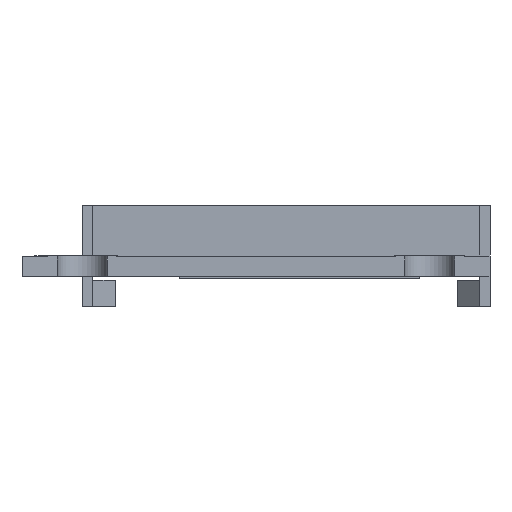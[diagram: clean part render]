
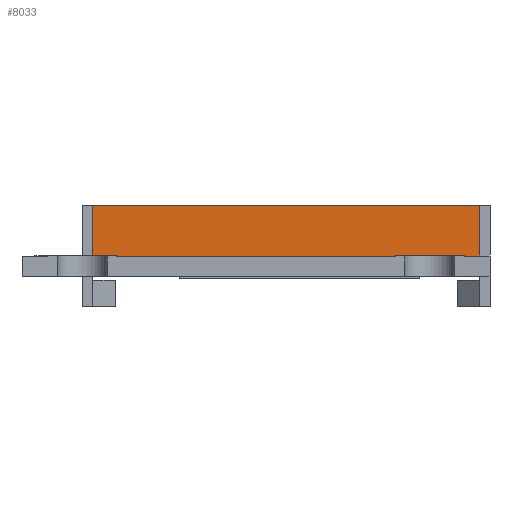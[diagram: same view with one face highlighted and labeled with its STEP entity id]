
A CAD part, left-side view. The second image highlights one B-rep face of the part: STEP entity #8033.
In plain terms, the highlighted planar face has unit normal (-1, 0, 0).
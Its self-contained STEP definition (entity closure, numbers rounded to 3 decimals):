
#255 = EDGE_CURVE ( 'NONE', #1170, #9992, #18453, .T. ) ;
#267 = EDGE_CURVE ( 'NONE', #335, #8696, #6284, .T. ) ;
#281 = DIRECTION ( 'NONE',  ( 0., -1., 0. ) ) ;
#335 = VERTEX_POINT ( 'NONE', #13540 ) ;
#662 = CARTESIAN_POINT ( 'NONE',  ( -43.5, -6.781, 1. ) ) ;
#1170 = VERTEX_POINT ( 'NONE', #19362 ) ;
#1545 = LINE ( 'NONE', #5065, #17498 ) ;
#1908 = DIRECTION ( 'NONE',  ( 0., -1., 0. ) ) ;
#1997 = VECTOR ( 'NONE', #1908, 1000. ) ;
#5065 = CARTESIAN_POINT ( 'NONE',  ( -43.5, 7.625, 3.5 ) ) ;
#5180 = DIRECTION ( 'NONE',  ( 0., -1., 0. ) ) ;
#5988 = ORIENTED_EDGE ( 'NONE', *, *, #8858, .F. ) ;
#6284 = LINE ( 'NONE', #9867, #13750 ) ;
#6608 = DIRECTION ( 'NONE',  ( 1., 0., 0. ) ) ;
#6695 = DIRECTION ( 'NONE',  ( 0., 0., -1. ) ) ;
#7394 = ORIENTED_EDGE ( 'NONE', *, *, #267, .T. ) ;
#7552 = CARTESIAN_POINT ( 'NONE',  ( -43.5, -11.655, 3.5 ) ) ;
#7572 = EDGE_CURVE ( 'NONE', #1170, #335, #1545, .T. ) ;
#7675 = ORIENTED_EDGE ( 'NONE', *, *, #255, .F. ) ;
#7786 = CARTESIAN_POINT ( 'NONE',  ( -43.5, 7.625, 1. ) ) ;
#7932 = VECTOR ( 'NONE', #5180, 1000. ) ;
#8033 = ADVANCED_FACE ( 'NONE', ( #10464 ), #8122, .F. ) ;
#8122 = PLANE ( 'NONE',  #15899 ) ;
#8696 = VERTEX_POINT ( 'NONE', #662 ) ;
#8858 = EDGE_CURVE ( 'NONE', #9992, #20382, #13676, .T. ) ;
#9595 = ORIENTED_EDGE ( 'NONE', *, *, #12763, .T. ) ;
#9650 = ORIENTED_EDGE ( 'NONE', *, *, #7572, .T. ) ;
#9723 = LINE ( 'NONE', #7786, #13998 ) ;
#9844 = CARTESIAN_POINT ( 'NONE',  ( -43.5, -7.649, 1. ) ) ;
#9867 = CARTESIAN_POINT ( 'NONE',  ( -43.5, 7.625, 1. ) ) ;
#9992 = VERTEX_POINT ( 'NONE', #16333 ) ;
#10433 = EDGE_CURVE ( 'NONE', #19263, #20382, #9723, .T. ) ;
#10464 = FACE_OUTER_BOUND ( 'NONE', #11739, .T. ) ;
#11477 = CARTESIAN_POINT ( 'NONE',  ( -43.5, 7.625, 3.5 ) ) ;
#11519 = CARTESIAN_POINT ( 'NONE',  ( -43.5, 7.625, 1. ) ) ;
#11739 = EDGE_LOOP ( 'NONE', ( #7394, #9595, #14644, #5988, #7675, #9650 ) ) ;
#12152 = LINE ( 'NONE', #11519, #7932 ) ;
#12763 = EDGE_CURVE ( 'NONE', #8696, #19263, #12152, .T. ) ;
#13172 = VECTOR ( 'NONE', #17001, 1000. ) ;
#13540 = CARTESIAN_POINT ( 'NONE',  ( -43.5, 7.625, 1. ) ) ;
#13676 = LINE ( 'NONE', #7552, #13172 ) ;
#13750 = VECTOR ( 'NONE', #281, 1000. ) ;
#13998 = VECTOR ( 'NONE', #17309, 1000. ) ;
#14644 = ORIENTED_EDGE ( 'NONE', *, *, #10433, .T. ) ;
#15899 = AXIS2_PLACEMENT_3D ( 'NONE', #16117, #6608, #17724 ) ;
#16117 = CARTESIAN_POINT ( 'NONE',  ( -43.5, 7.625, 3.5 ) ) ;
#16333 = CARTESIAN_POINT ( 'NONE',  ( -43.5, -11.655, 3.5 ) ) ;
#17001 = DIRECTION ( 'NONE',  ( 0., 0., -1. ) ) ;
#17309 = DIRECTION ( 'NONE',  ( 0., -1., 0. ) ) ;
#17498 = VECTOR ( 'NONE', #6695, 1000. ) ;
#17724 = DIRECTION ( 'NONE',  ( 0., 0., -1. ) ) ;
#18453 = LINE ( 'NONE', #11477, #1997 ) ;
#19198 = CARTESIAN_POINT ( 'NONE',  ( -43.5, -11.655, 1. ) ) ;
#19263 = VERTEX_POINT ( 'NONE', #9844 ) ;
#19362 = CARTESIAN_POINT ( 'NONE',  ( -43.5, 7.625, 3.5 ) ) ;
#20382 = VERTEX_POINT ( 'NONE', #19198 ) ;
